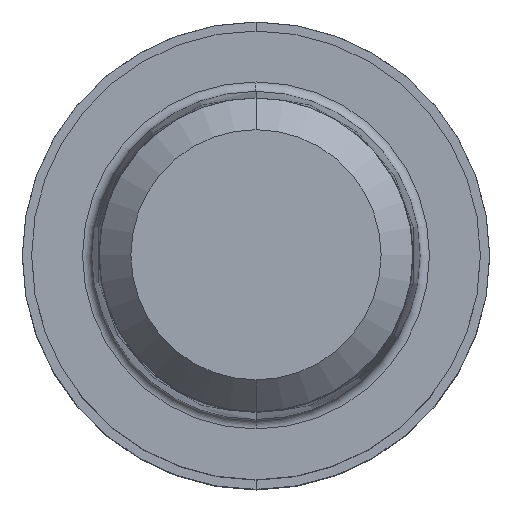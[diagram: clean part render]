
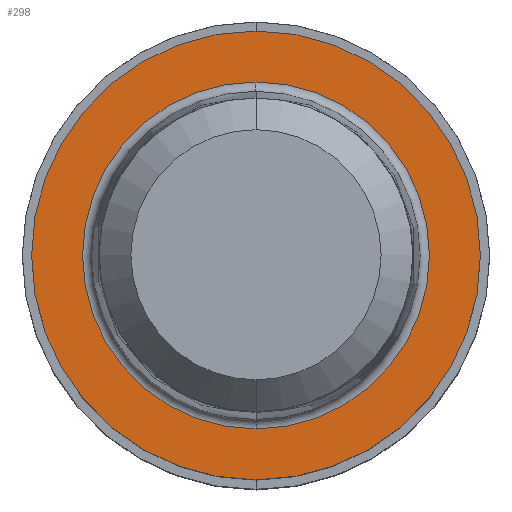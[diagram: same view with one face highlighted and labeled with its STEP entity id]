
A CAD part, top view. The second image highlights one B-rep face of the part: STEP entity #298.
In plain terms, the highlighted planar face has unit normal (0, 0, 1).
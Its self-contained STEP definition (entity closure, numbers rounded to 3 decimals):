
#212=EDGE_CURVE('',#220,#410,#504,.T.);
#220=VERTEX_POINT('',#513);
#232=EDGE_CURVE('',#382,#318,#525,.T.);
#298=ADVANCED_FACE('',(#601,#602),#603,.T.);
#318=VERTEX_POINT('',#629);
#350=EDGE_CURVE('',#318,#382,#667,.T.);
#382=VERTEX_POINT('',#705);
#388=EDGE_CURVE('',#410,#220,#712,.T.);
#410=VERTEX_POINT('',#737);
#504=CIRCLE('',#841,9.275);
#513=CARTESIAN_POINT('',(0.,-9.275,0.01));
#525=CIRCLE('',#866,12.0);
#601=FACE_OUTER_BOUND('',#958,.T.);
#602=FACE_BOUND('',#959,.T.);
#603=PLANE('',#960);
#629=CARTESIAN_POINT('',(0.0,12.0,0.01));
#667=CIRCLE('',#1040,12.0);
#705=CARTESIAN_POINT('',(0.,-12.0,0.01));
#712=CIRCLE('',#1095,9.275);
#737=CARTESIAN_POINT('',(0.0,9.275,0.01));
#841=AXIS2_PLACEMENT_3D('',#1214,#1215,#1216);
#866=AXIS2_PLACEMENT_3D('',#1234,#1235,#1236);
#958=EDGE_LOOP('',(#1339,#1340));
#959=EDGE_LOOP('',(#1341,#1342));
#960=AXIS2_PLACEMENT_3D('',#1343,#1344,#1345);
#1040=AXIS2_PLACEMENT_3D('',#1448,#1449,#1450);
#1095=AXIS2_PLACEMENT_3D('',#1509,#1510,#1511);
#1214=CARTESIAN_POINT('',(0.0,0.0,0.01));
#1215=DIRECTION('',(0.0,0.0,-1.0));
#1216=DIRECTION('',(0.0,1.0,0.0));
#1234=CARTESIAN_POINT('',(0.0,0.0,0.01));
#1235=DIRECTION('',(0.0,0.0,-1.0));
#1236=DIRECTION('',(0.0,1.0,0.0));
#1339=ORIENTED_EDGE('',*,*,#350,.F.);
#1340=ORIENTED_EDGE('',*,*,#232,.F.);
#1341=ORIENTED_EDGE('',*,*,#388,.T.);
#1342=ORIENTED_EDGE('',*,*,#212,.T.);
#1343=CARTESIAN_POINT('',(0.0,6.0,0.01));
#1344=DIRECTION('',(-0.0,0.0,1.0));
#1345=DIRECTION('',(0.0,-1.0,0.0));
#1448=CARTESIAN_POINT('',(0.0,0.0,0.01));
#1449=DIRECTION('',(0.0,0.0,-1.0));
#1450=DIRECTION('',(0.0,1.0,0.0));
#1509=CARTESIAN_POINT('',(0.0,0.0,0.01));
#1510=DIRECTION('',(0.0,0.0,-1.0));
#1511=DIRECTION('',(0.0,1.0,0.0));
